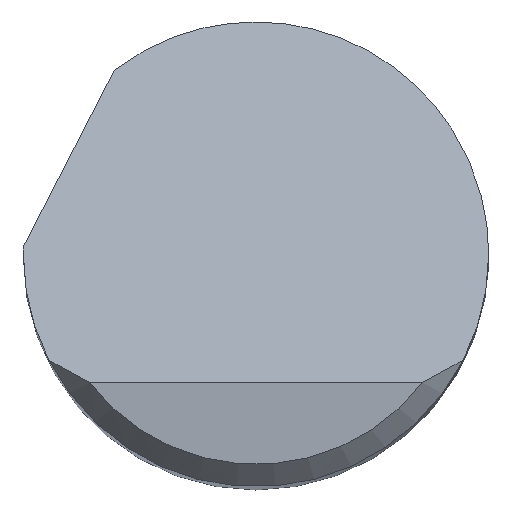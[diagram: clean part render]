
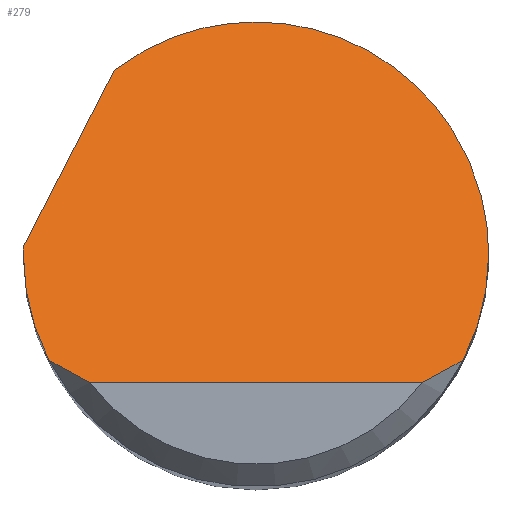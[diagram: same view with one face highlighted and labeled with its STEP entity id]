
A CAD part, top view. The second image highlights one B-rep face of the part: STEP entity #279.
In plain terms, the highlighted planar face has unit normal (0, 0.707, 0.707).
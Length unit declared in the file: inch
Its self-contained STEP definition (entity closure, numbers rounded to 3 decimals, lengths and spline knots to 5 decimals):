
#26 =( BOUNDED_CURVE ( )  B_SPLINE_CURVE ( 3, ( #70, #656, #580, #269 ),
 .UNSPECIFIED., .F., .F. ) 
 B_SPLINE_CURVE_WITH_KNOTS ( ( 4, 4 ),
 ( 4.71239, 4.74439 ),
 .UNSPECIFIED. ) 
 CURVE ( )  GEOMETRIC_REPRESENTATION_ITEM ( )  RATIONAL_B_SPLINE_CURVE ( ( 1., 1., 1., 1. ) ) 
 REPRESENTATION_ITEM ( '' )  );
#31 = CARTESIAN_POINT ( 'NONE',  ( 0.12131, -0.0816, 1.99535 ) ) ;
#32 = CARTESIAN_POINT ( 'NONE',  ( -0.13906, -0.07125, 1.985 ) ) ;
#38 = CARTESIAN_POINT ( 'NONE',  ( -0.15625, -0.02489, 1.93864 ) ) ;
#70 = CARTESIAN_POINT ( 'NONE',  ( -0.15625, 0., 1.91375 ) ) ;
#88 = VERTEX_POINT ( 'NONE', #211 ) ;
#102 = CARTESIAN_POINT ( 'NONE',  ( 0.15625, 0., 1.91375 ) ) ;
#111 = CARTESIAN_POINT ( 'NONE',  ( 0.15625, 0., 1.91375 ) ) ;
#147 = EDGE_CURVE ( 'NONE', #315, #308, #758, .T. ) ;
#152 = B_SPLINE_CURVE_WITH_KNOTS ( 'NONE', 3,
 ( #749, #31, #488, #428 ),
 .UNSPECIFIED., .F., .F.,
 ( 4, 4 ),
 ( 0., 0.00088 ),
 .UNSPECIFIED. ) ;
#153 = CARTESIAN_POINT ( 'NONE',  ( -0.11186, -0.08625, 2. ) ) ;
#166 = CARTESIAN_POINT ( 'NONE',  ( -0.09521, 0.12389, 1.78986 ) ) ;
#211 = CARTESIAN_POINT ( 'NONE',  ( -0.15617, 0.005, 1.90875 ) ) ;
#215 = CARTESIAN_POINT ( 'NONE',  ( -0.15041, -0.04909, 1.96284 ) ) ;
#237 = EDGE_CURVE ( 'NONE', #363, #330, #725, .T. ) ;
#243 = EDGE_CURVE ( 'NONE', #315, #485, #831, .T. ) ;
#269 = CARTESIAN_POINT ( 'NONE',  ( -0.15617, 0.005, 1.90875 ) ) ;
#279 = ADVANCED_FACE ( 'NONE', ( #417 ), #552, .F. ) ;
#294 = CARTESIAN_POINT ( 'NONE',  ( -0.15625, 0., 1.91375 ) ) ;
#305 = CARTESIAN_POINT ( 'NONE',  ( -0.13906, -0.07125, 1.985 ) ) ;
#308 = VERTEX_POINT ( 'NONE', #561 ) ;
#311 = EDGE_LOOP ( 'NONE', ( #447, #477, #714, #378, #560, #588, #334, #842 ) ) ;
#315 = VERTEX_POINT ( 'NONE', #305 ) ;
#326 = VECTOR ( 'NONE', #641, 39.37008 ) ;
#330 = VERTEX_POINT ( 'NONE', #495 ) ;
#334 = ORIENTED_EDGE ( 'NONE', *, *, #147, .F. ) ;
#343 = EDGE_CURVE ( 'NONE', #88, #610, #385, .T. ) ;
#360 = CARTESIAN_POINT ( 'NONE',  ( -0.13906, -0.07125, 1.985 ) ) ;
#363 = VERTEX_POINT ( 'NONE', #584 ) ;
#368 = CARTESIAN_POINT ( 'NONE',  ( 0.15041, -0.04909, 1.96284 ) ) ;
#376 = CARTESIAN_POINT ( 'NONE',  ( 0.15625, -0.02489, 1.93864 ) ) ;
#377 = CARTESIAN_POINT ( 'NONE',  ( -0.19753, -0.07567, 1.98942 ) ) ;
#378 = ORIENTED_EDGE ( 'NONE', *, *, #635, .F. ) ;
#385 = LINE ( 'NONE', #377, #326 ) ;
#404 = EDGE_CURVE ( 'NONE', #485, #726, #809, .T. ) ;
#417 = FACE_OUTER_BOUND ( 'NONE', #311, .T. ) ;
#428 = CARTESIAN_POINT ( 'NONE',  ( 0.13906, -0.07125, 1.985 ) ) ;
#431 = CARTESIAN_POINT ( 'NONE',  ( 0.13906, -0.07125, 1.985 ) ) ;
#443 = CARTESIAN_POINT ( 'NONE',  ( 0.11186, -0.08625, 2. ) ) ;
#447 = ORIENTED_EDGE ( 'NONE', *, *, #404, .T. ) ;
#458 =( BOUNDED_CURVE ( )  B_SPLINE_CURVE ( 3, ( #166, #686, #677, #102 ),
 .UNSPECIFIED., .F., .T. ) 
 B_SPLINE_CURVE_WITH_KNOTS ( ( 4, 4 ),
 ( 5.62792, 7.85398 ),
 .UNSPECIFIED. ) 
 CURVE ( )  GEOMETRIC_REPRESENTATION_ITEM ( )  RATIONAL_B_SPLINE_CURVE ( ( 1., 0.628, 0.628, 1. ) ) 
 REPRESENTATION_ITEM ( '' )  );
#477 = ORIENTED_EDGE ( 'NONE', *, *, #578, .T. ) ;
#482 = DIRECTION ( 'NONE',  ( 0., 0.707, -0.707 ) ) ;
#485 = VERTEX_POINT ( 'NONE', #153 ) ;
#488 = CARTESIAN_POINT ( 'NONE',  ( 0.13035, -0.07657, 1.99032 ) ) ;
#495 = CARTESIAN_POINT ( 'NONE',  ( 0.13906, -0.07125, 1.985 ) ) ;
#501 = EDGE_CURVE ( 'NONE', #308, #88, #26, .T. ) ;
#552 = PLANE ( 'NONE',  #786 ) ;
#560 = ORIENTED_EDGE ( 'NONE', *, *, #343, .F. ) ;
#561 = CARTESIAN_POINT ( 'NONE',  ( -0.15625, 0., 1.91375 ) ) ;
#566 = CARTESIAN_POINT ( 'NONE',  ( -0.13035, -0.07657, 1.99032 ) ) ;
#571 = CARTESIAN_POINT ( 'NONE',  ( -0.12131, -0.0816, 1.99535 ) ) ;
#578 = EDGE_CURVE ( 'NONE', #726, #330, #152, .T. ) ;
#580 = CARTESIAN_POINT ( 'NONE',  ( -0.15622, 0.00333, 1.91042 ) ) ;
#584 = CARTESIAN_POINT ( 'NONE',  ( 0.15625, 0., 1.91375 ) ) ;
#588 = ORIENTED_EDGE ( 'NONE', *, *, #501, .F. ) ;
#610 = VERTEX_POINT ( 'NONE', #805 ) ;
#616 = CARTESIAN_POINT ( 'NONE',  ( 0., -0.08625, 2. ) ) ;
#619 = VECTOR ( 'NONE', #680, 39.37008 ) ;
#635 = EDGE_CURVE ( 'NONE', #610, #363, #458, .T. ) ;
#641 = DIRECTION ( 'NONE',  ( 0.341, 0.665, -0.665 ) ) ;
#656 = CARTESIAN_POINT ( 'NONE',  ( -0.15625, 0.00167, 1.91208 ) ) ;
#677 = CARTESIAN_POINT ( 'NONE',  ( 0.15625, 0.1488, 1.76495 ) ) ;
#680 = DIRECTION ( 'NONE',  ( 1., 0., 0. ) ) ;
#686 = CARTESIAN_POINT ( 'NONE',  ( 0.02277, 0.21456, 1.69919 ) ) ;
#692 = CARTESIAN_POINT ( 'NONE',  ( -0.11186, -0.08625, 2. ) ) ;
#714 = ORIENTED_EDGE ( 'NONE', *, *, #237, .F. ) ;
#725 =( BOUNDED_CURVE ( )  B_SPLINE_CURVE ( 3, ( #111, #376, #368, #431 ),
 .UNSPECIFIED., .F., .T. ) 
 B_SPLINE_CURVE_WITH_KNOTS ( ( 4, 4 ),
 ( 1.5708, 2.04429 ),
 .UNSPECIFIED. ) 
 CURVE ( )  GEOMETRIC_REPRESENTATION_ITEM ( )  RATIONAL_B_SPLINE_CURVE ( ( 1., 0.981, 0.981, 1. ) ) 
 REPRESENTATION_ITEM ( '' )  );
#726 = VERTEX_POINT ( 'NONE', #443 ) ;
#729 = CARTESIAN_POINT ( 'NONE',  ( -0.15625, -0.08625, 2. ) ) ;
#749 = CARTESIAN_POINT ( 'NONE',  ( 0.11186, -0.08625, 2. ) ) ;
#758 =( BOUNDED_CURVE ( )  B_SPLINE_CURVE ( 3, ( #32, #215, #38, #294 ),
 .UNSPECIFIED., .F., .T. ) 
 B_SPLINE_CURVE_WITH_KNOTS ( ( 4, 4 ),
 ( 4.23889, 4.71239 ),
 .UNSPECIFIED. ) 
 CURVE ( )  GEOMETRIC_REPRESENTATION_ITEM ( )  RATIONAL_B_SPLINE_CURVE ( ( 1., 0.981, 0.981, 1. ) ) 
 REPRESENTATION_ITEM ( '' )  );
#786 = AXIS2_PLACEMENT_3D ( 'NONE', #729, #804, #482 ) ;
#804 = DIRECTION ( 'NONE',  ( 0., -0.707, -0.707 ) ) ;
#805 = CARTESIAN_POINT ( 'NONE',  ( -0.09521, 0.12389, 1.78986 ) ) ;
#809 = LINE ( 'NONE', #616, #619 ) ;
#831 = B_SPLINE_CURVE_WITH_KNOTS ( 'NONE', 3,
 ( #360, #566, #571, #692 ),
 .UNSPECIFIED., .F., .F.,
 ( 4, 4 ),
 ( 0., 0.00088 ),
 .UNSPECIFIED. ) ;
#842 = ORIENTED_EDGE ( 'NONE', *, *, #243, .T. ) ;
